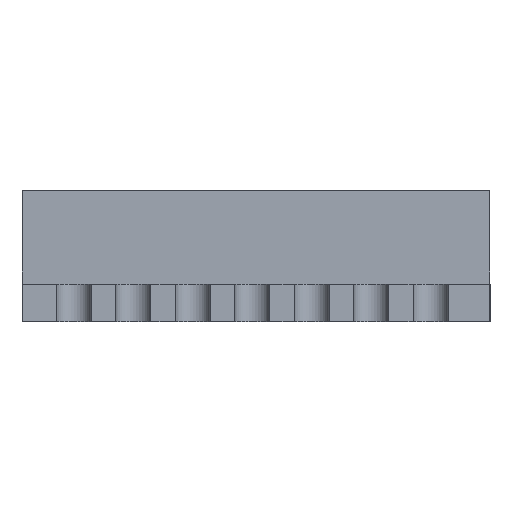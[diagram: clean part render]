
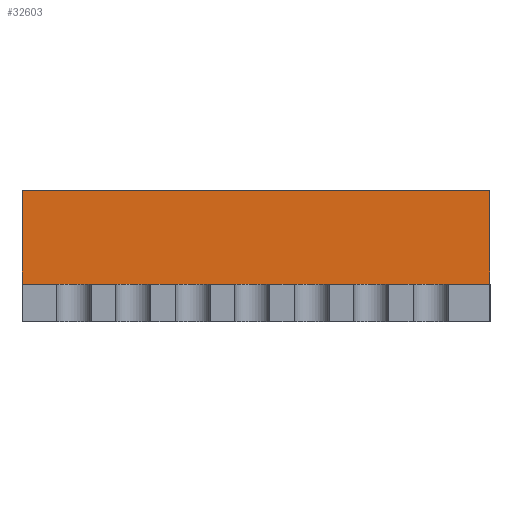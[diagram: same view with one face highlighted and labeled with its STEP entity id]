
A CAD part, left-side view. The second image highlights one B-rep face of the part: STEP entity #32603.
In plain terms, the highlighted planar face has unit normal (-1, 0, 0).
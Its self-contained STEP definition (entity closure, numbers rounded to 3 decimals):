
#1570 = VERTEX_POINT ( 'NONE', #30383 ) ;
#1820 = ORIENTED_EDGE ( 'NONE', *, *, #7753, .T. ) ;
#1845 = ORIENTED_EDGE ( 'NONE', *, *, #13687, .F. ) ;
#2571 = ORIENTED_EDGE ( 'NONE', *, *, #11094, .F. ) ;
#3793 = ORIENTED_EDGE ( 'NONE', *, *, #31927, .T. ) ;
#3922 = CARTESIAN_POINT ( 'NONE',  ( 1.2, 0., 2.8 ) ) ;
#6450 = DIRECTION ( 'NONE',  ( 0., 1., 0. ) ) ;
#7230 = FACE_OUTER_BOUND ( 'NONE', #12714, .T. ) ;
#7753 = EDGE_CURVE ( 'NONE', #25292, #20166, #23516, .T. ) ;
#9220 = VECTOR ( 'NONE', #11456, 1000. ) ;
#9416 = LINE ( 'NONE', #11139, #9220 ) ;
#10919 = CARTESIAN_POINT ( 'NONE',  ( 1.2, 10., 0.8 ) ) ;
#11094 = EDGE_CURVE ( 'NONE', #1570, #13123, #9416, .T. ) ;
#11139 = CARTESIAN_POINT ( 'NONE',  ( 1.2, 0., 2.8 ) ) ;
#11456 = DIRECTION ( 'NONE',  ( 0., -1., 0. ) ) ;
#11713 = VECTOR ( 'NONE', #12680, 1000. ) ;
#11957 = CARTESIAN_POINT ( 'NONE',  ( 1.2, 0., 2.8 ) ) ;
#12627 = AXIS2_PLACEMENT_3D ( 'NONE', #3922, #21694, #6450 ) ;
#12680 = DIRECTION ( 'NONE',  ( 0., 0., -1. ) ) ;
#12714 = EDGE_LOOP ( 'NONE', ( #1820, #1845, #2571, #3793 ) ) ;
#13123 = VERTEX_POINT ( 'NONE', #32037 ) ;
#13687 = EDGE_CURVE ( 'NONE', #13123, #20166, #32209, .T. ) ;
#16938 = LINE ( 'NONE', #25025, #29734 ) ;
#17704 = CARTESIAN_POINT ( 'NONE',  ( 1.2, 0., 0.8 ) ) ;
#20166 = VERTEX_POINT ( 'NONE', #17704 ) ;
#21694 = DIRECTION ( 'NONE',  ( 1., 0., 0. ) ) ;
#23410 = VECTOR ( 'NONE', #23899, 1000. ) ;
#23516 = LINE ( 'NONE', #24049, #23410 ) ;
#23899 = DIRECTION ( 'NONE',  ( 0., -1., 0. ) ) ;
#24049 = CARTESIAN_POINT ( 'NONE',  ( 1.2, 0., 0.8 ) ) ;
#24152 = PLANE ( 'NONE',  #12627 ) ;
#25025 = CARTESIAN_POINT ( 'NONE',  ( 1.2, 10., 2.8 ) ) ;
#25292 = VERTEX_POINT ( 'NONE', #10919 ) ;
#27613 = DIRECTION ( 'NONE',  ( 0., 0., -1. ) ) ;
#29734 = VECTOR ( 'NONE', #27613, 1000. ) ;
#30383 = CARTESIAN_POINT ( 'NONE',  ( 1.2, 10., 2.8 ) ) ;
#31927 = EDGE_CURVE ( 'NONE', #1570, #25292, #16938, .T. ) ;
#32037 = CARTESIAN_POINT ( 'NONE',  ( 1.2, 0., 2.8 ) ) ;
#32209 = LINE ( 'NONE', #11957, #11713 ) ;
#32603 = ADVANCED_FACE ( 'NONE', ( #7230 ), #24152, .F. ) ;
